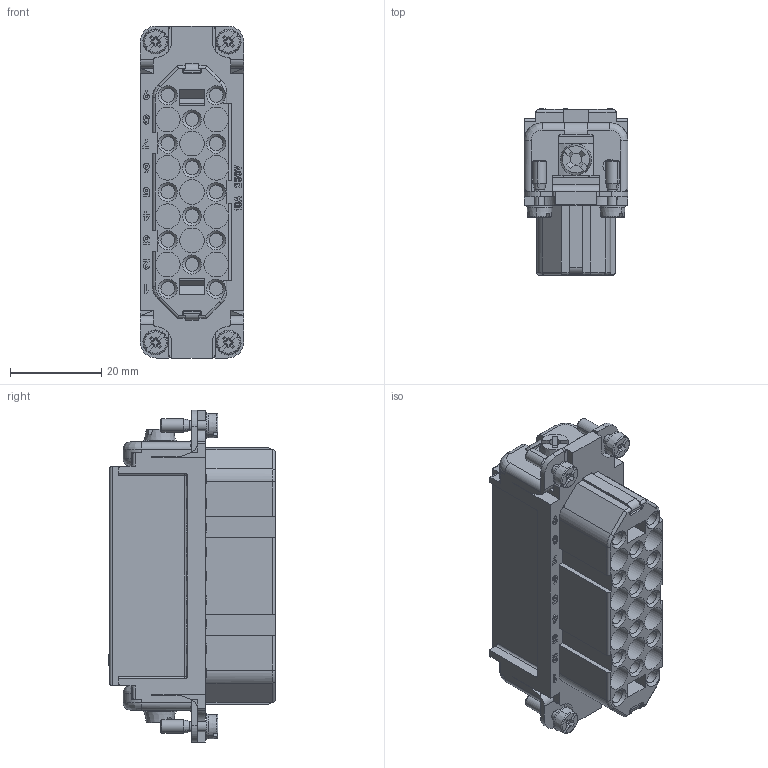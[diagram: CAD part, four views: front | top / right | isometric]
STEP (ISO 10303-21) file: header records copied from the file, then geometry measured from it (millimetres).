
FILE_DESCRIPTION(/* description */ (''),/* implementation_level */ '2;1');
FILE_NAME(/* name */ 'C146_10B025_060_2.stp',/* time_stamp */ '2018-08-31T14:06:32+02:00',/* author */ (''),/* organization */ (''),/* preprocessor_version */ 'ST-DEVELOPER v16',/* originating_system */ 'SIEMENS PLM Software NX 11.0',/* authorisation */ '');
FILE_SCHEMA (('AUTOMOTIVE_DESIGN { 1 0 10303 214 3 1 1 1 }'));
Length unit declared in the file: millimetre
Products named in the file (1): m-c146 10b025 060 2nxm001-01
Bounding box: 22.8 x 36.5 x 72.8 mm (x, y, z)
Volume: 33592 mm3; surface area: 19193.9 mm2
Topology: 1 solids, 4 shells, 1491 faces, 3982 edges, 2582 vertices
Faces by surface type: plane 960, cylinder 402, cone 76, extrusion 17, bspline 16, torus 16, sphere 4
Full cylindrical faces by diameter (mm): 0.24 x3, 0.48 x6, 0.5 x3, 2 x24, 3 x16, 3.1 x2, 3.5 x4, 3.7 x2, 4.5 x47, 4.6 x11, 5.4 x11
Entity records: 56541 total; most frequent: CARTESIAN_POINT 9740, ORIENTED_EDGE 7572, DIRECTION 7374, EDGE_CURVE 3786, VECTOR 2610, LINE 2593, VERTEX_POINT 2545, AXIS2_PLACEMENT_3D 2382
